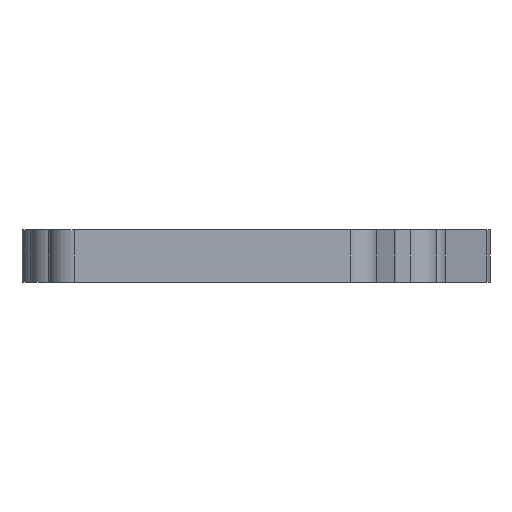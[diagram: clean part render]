
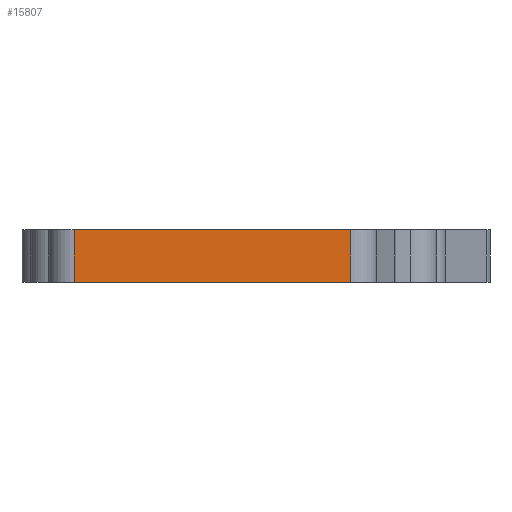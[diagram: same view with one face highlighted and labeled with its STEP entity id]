
A CAD part, left-side view. The second image highlights one B-rep face of the part: STEP entity #15807.
In plain terms, the highlighted planar face has unit normal (-1, 0, 0).
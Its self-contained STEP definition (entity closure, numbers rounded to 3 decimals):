
#1816=PLANE('',#16333);
#2673=FACE_OUTER_BOUND('',#3607,.T.);
#3607=EDGE_LOOP('',(#14835,#14836,#14837,#14838));
#4826=LINE('',#27433,#6112);
#4891=LINE('',#27599,#6177);
#4892=LINE('',#27602,#6178);
#4893=LINE('',#27603,#6179);
#6112=VECTOR('',#18438,10.);
#6177=VECTOR('',#18629,10.);
#6178=VECTOR('',#18632,10.);
#6179=VECTOR('',#18633,10.);
#7824=VERTEX_POINT('',#27430);
#7825=VERTEX_POINT('',#27432);
#7863=VERTEX_POINT('',#27597);
#7864=VERTEX_POINT('',#27601);
#10118=EDGE_CURVE('',#7825,#7824,#4826,.T.);
#10199=EDGE_CURVE('',#7824,#7863,#4891,.T.);
#10200=EDGE_CURVE('',#7864,#7863,#4892,.T.);
#10201=EDGE_CURVE('',#7825,#7864,#4893,.T.);
#14835=ORIENTED_EDGE('',*,*,#10199,.T.);
#14836=ORIENTED_EDGE('',*,*,#10200,.F.);
#14837=ORIENTED_EDGE('',*,*,#10201,.F.);
#14838=ORIENTED_EDGE('',*,*,#10118,.T.);
#15807=ADVANCED_FACE('',(#2673),#1816,.T.);
#16333=AXIS2_PLACEMENT_3D('',#27600,#18630,#18631);
#18438=DIRECTION('',(0.,1.,0.));
#18629=DIRECTION('',(0.,0.,-1.));
#18630=DIRECTION('center_axis',(-1.,0.,0.));
#18631=DIRECTION('ref_axis',(0.,1.,0.));
#18632=DIRECTION('',(0.,1.,0.));
#18633=DIRECTION('',(0.,0.,-1.));
#27430=CARTESIAN_POINT('',(-210.234,-94.406,7.6));
#27432=CARTESIAN_POINT('',(-210.234,-169.381,7.6));
#27433=CARTESIAN_POINT('',(-210.234,-119.034,7.6));
#27597=CARTESIAN_POINT('',(-210.234,-94.406,-6.5));
#27599=CARTESIAN_POINT('',(-210.234,-94.406,-2.5));
#27600=CARTESIAN_POINT('Origin',(-210.234,-169.381,-2.5));
#27601=CARTESIAN_POINT('',(-210.234,-169.381,-6.5));
#27602=CARTESIAN_POINT('',(-210.234,-153.601,-6.5));
#27603=CARTESIAN_POINT('',(-210.234,-169.381,-2.5));
